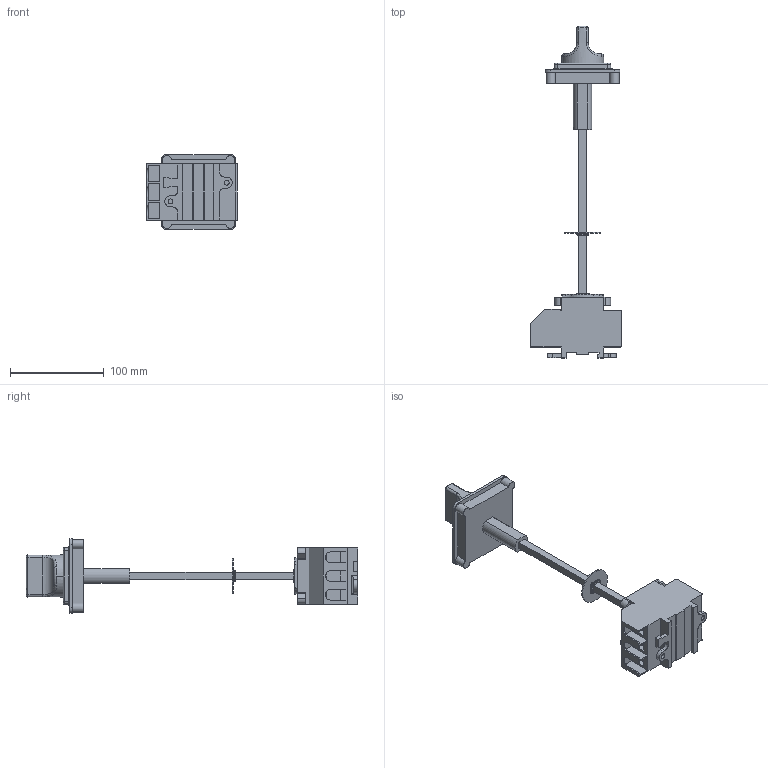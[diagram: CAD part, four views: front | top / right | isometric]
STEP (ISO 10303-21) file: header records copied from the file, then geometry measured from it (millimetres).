
FILE_DESCRIPTION((''),'2;1');
FILE_NAME('VCCF4','2016-04-21T',('SESA328007'),('Schneider-Electric'),'PRO/ENGINEER BY PARAMETRIC TECHNOLOGY CORPORATION, 2014310','PRO/ENGINEER BY PARAMETRIC TECHNOLOGY CORPORATION, 2014310','');
FILE_SCHEMA(('CONFIG_CONTROL_DESIGN'));
Length unit declared in the file: millimetre
Products named in the file (1): VCCF4
Bounding box: 97 x 354.8 x 80 mm (x, y, z)
Volume: 429171.5 mm3; surface area: 72538.5 mm2
Topology: 1 solids, 1 shells, 372 faces, 998 edges, 646 vertices
Faces by surface type: plane 213, cylinder 123, torus 16, bspline 8, cone 6, extrusion 6
Entity records: 12082 total; most frequent: CARTESIAN_POINT 2504, DIRECTION 2004, ORIENTED_EDGE 1996, EDGE_CURVE 998, VECTOR 684, LINE 678, AXIS2_PLACEMENT_3D 660, VERTEX_POINT 646
